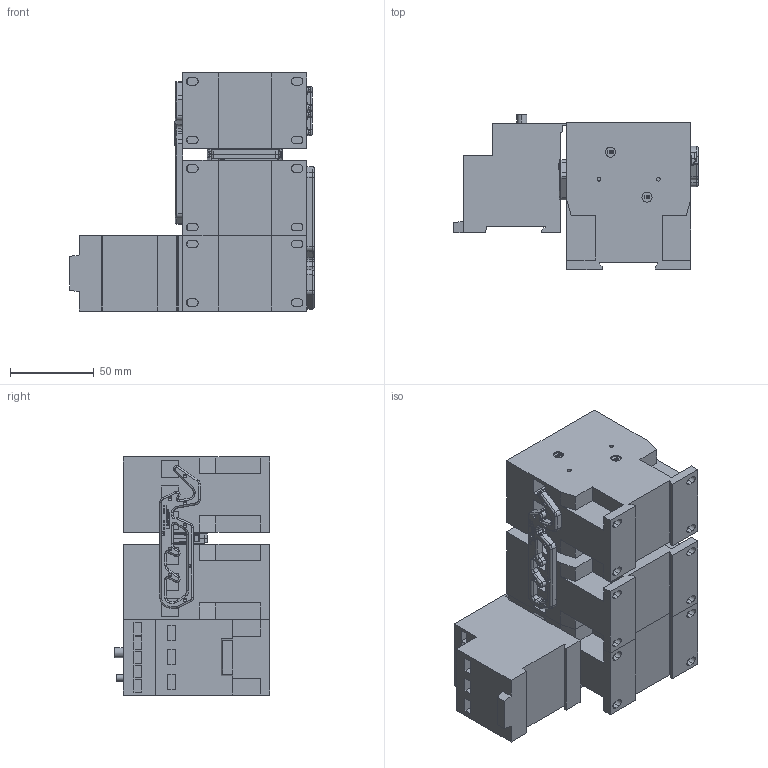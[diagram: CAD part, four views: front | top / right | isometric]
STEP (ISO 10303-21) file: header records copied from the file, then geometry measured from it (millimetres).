
FILE_DESCRIPTION (( 'STEP AP203' ), '1' );
FILE_NAME ('K3Y-24_32_40+U3_32.STEP', '2014-03-11T09:26:13', ( '' ), ( '' ), 'SwSTEP 2.0', 'SolidWorks 2014', '' );
FILE_SCHEMA (( 'CONFIG_CONTROL_DESIGN' ));
Length unit declared in the file: millimetre
Products named in the file (15): U3-32; 47924; K3Y-24_32_40+U3_32; 65037; 65042; 65040; K3-24_32_40; 28468; 65183; Imported44; 65185; 47922; Imported45
Assembly tree (19 placements, depth 3):
  K3Y-24_32_40+U3_32
    K3-24_32_40  x3
    47924
      28468
      Imported44
      47922
      Imported45
    65037  x2
      65037
      65042
      65040
    65183  x2
      65183
      65185
    U3-32
Bounding box: 146.1 x 92.6 x 142 mm (x, y, z)
Volume: 900602.8 mm3; surface area: 155693.1 mm2
Topology: 20 solids, 20 shells, 3056 faces, 8101 edges, 5274 vertices
Faces by surface type: plane 1450, cylinder 755, bspline 671, torus 150, cone 30
Entity records: 67165 total; most frequent: CARTESIAN_POINT 25838, ORIENTED_EDGE 8924, DIRECTION 7178, EDGE_CURVE 4462, VERTEX_POINT 2895, LINE 2622, VECTOR 2622, AXIS2_PLACEMENT_3D 2278
